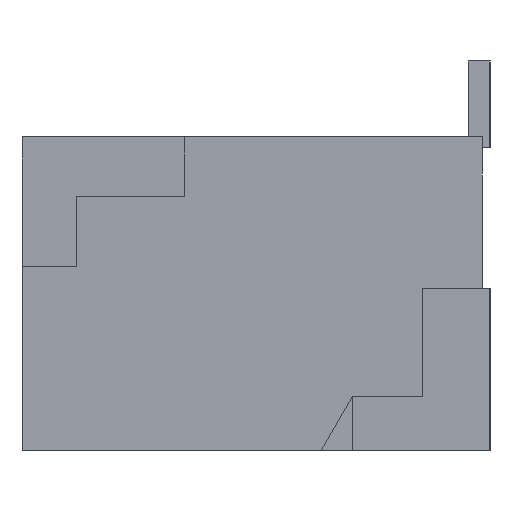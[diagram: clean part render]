
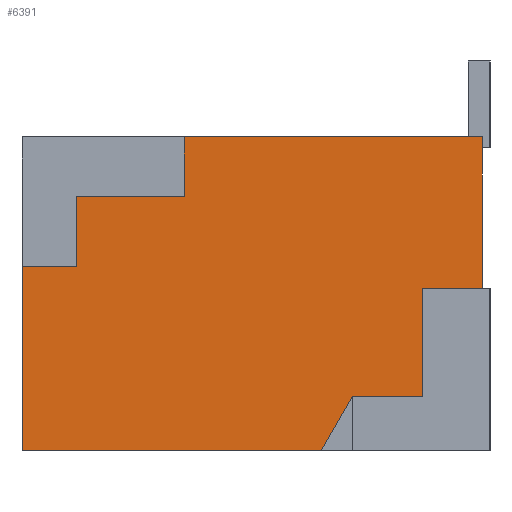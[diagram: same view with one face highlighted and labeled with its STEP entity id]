
A CAD part, left-side view. The second image highlights one B-rep face of the part: STEP entity #6391.
In plain terms, the highlighted planar face has unit normal (-1, 0, 0).
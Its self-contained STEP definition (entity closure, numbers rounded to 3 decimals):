
#70 = ORIENTED_EDGE ( 'NONE', *, *, #3481, .F. ) ;
#101 = DIRECTION ( 'NONE',  ( 0., -1., 0. ) ) ;
#124 = ORIENTED_EDGE ( 'NONE', *, *, #4955, .T. ) ;
#324 = VECTOR ( 'NONE', #2396, 1000. ) ;
#382 = LINE ( 'NONE', #2186, #1313 ) ;
#389 = CARTESIAN_POINT ( 'NONE',  ( -5.5, 4.32, 1.45 ) ) ;
#410 = EDGE_CURVE ( 'NONE', #5826, #6413, #5456, .T. ) ;
#473 = ORIENTED_EDGE ( 'NONE', *, *, #3913, .T. ) ;
#594 = CARTESIAN_POINT ( 'NONE',  ( -5.5, 4.32, -1.45 ) ) ;
#604 = CARTESIAN_POINT ( 'NONE',  ( -5.5, 4.32, 1.45 ) ) ;
#682 = VERTEX_POINT ( 'NONE', #4690 ) ;
#691 = ORIENTED_EDGE ( 'NONE', *, *, #5664, .F. ) ;
#743 = EDGE_CURVE ( 'NONE', #983, #1546, #5808, .T. ) ;
#776 = DIRECTION ( 'NONE',  ( 0., -1., 0. ) ) ;
#939 = CARTESIAN_POINT ( 'NONE',  ( -5.5, 3.82, 0.25 ) ) ;
#983 = VERTEX_POINT ( 'NONE', #3583 ) ;
#1000 = CARTESIAN_POINT ( 'NONE',  ( -5.5, 0.62, 0.05 ) ) ;
#1225 = CARTESIAN_POINT ( 'NONE',  ( -5.5, 2.82, 0.9 ) ) ;
#1239 = ORIENTED_EDGE ( 'NONE', *, *, #743, .T. ) ;
#1289 = CARTESIAN_POINT ( 'NONE',  ( -5.5, 0.62, 0.05 ) ) ;
#1306 = CARTESIAN_POINT ( 'NONE',  ( -5.5, 3.82, 0.25 ) ) ;
#1313 = VECTOR ( 'NONE', #4246, 1000. ) ;
#1319 = CARTESIAN_POINT ( 'NONE',  ( -5.5, 0.07, 1.45 ) ) ;
#1495 = CARTESIAN_POINT ( 'NONE',  ( -5.5, 4.32, 0.25 ) ) ;
#1546 = VERTEX_POINT ( 'NONE', #4586 ) ;
#1555 = VECTOR ( 'NONE', #3364, 1000. ) ;
#1719 = DIRECTION ( 'NONE',  ( 0., -0.5, 0.866 ) ) ;
#1739 = EDGE_CURVE ( 'NONE', #4654, #2448, #5888, .T. ) ;
#1868 = LINE ( 'NONE', #3841, #3150 ) ;
#2180 = CARTESIAN_POINT ( 'NONE',  ( -5.5, 1.559, -1.45 ) ) ;
#2186 = CARTESIAN_POINT ( 'NONE',  ( -5.5, 0.07, 1.45 ) ) ;
#2192 = DIRECTION ( 'NONE',  ( 1., 0., 0. ) ) ;
#2218 = VECTOR ( 'NONE', #6494, 1000. ) ;
#2220 = LINE ( 'NONE', #4297, #2218 ) ;
#2296 = CARTESIAN_POINT ( 'NONE',  ( -5.5, 1.27, -0.95 ) ) ;
#2298 = VERTEX_POINT ( 'NONE', #2296 ) ;
#2369 = LINE ( 'NONE', #4471, #5817 ) ;
#2396 = DIRECTION ( 'NONE',  ( 0., -1., 0. ) ) ;
#2406 = DIRECTION ( 'NONE',  ( 0., 0., 1. ) ) ;
#2448 = VERTEX_POINT ( 'NONE', #1000 ) ;
#2494 = VECTOR ( 'NONE', #1719, 1000. ) ;
#2498 = EDGE_LOOP ( 'NONE', ( #473, #5683, #2844, #4603, #6320, #691, #1239, #124, #3684, #5706, #70, #3366 ) ) ;
#2643 = FACE_OUTER_BOUND ( 'NONE', #2498, .T. ) ;
#2745 = DIRECTION ( 'NONE',  ( 0., 0., -1. ) ) ;
#2844 = ORIENTED_EDGE ( 'NONE', *, *, #1739, .T. ) ;
#2979 = EDGE_CURVE ( 'NONE', #6413, #3312, #6133, .T. ) ;
#2983 = VECTOR ( 'NONE', #2406, 1000. ) ;
#3061 = LINE ( 'NONE', #5264, #5044 ) ;
#3063 = DIRECTION ( 'NONE',  ( 0., 0., -1. ) ) ;
#3083 = CARTESIAN_POINT ( 'NONE',  ( -5.5, 3.82, 0.9 ) ) ;
#3148 = DIRECTION ( 'NONE',  ( 0., 0., 1. ) ) ;
#3150 = VECTOR ( 'NONE', #6046, 1000. ) ;
#3312 = VERTEX_POINT ( 'NONE', #5404 ) ;
#3315 = VECTOR ( 'NONE', #2745, 1000. ) ;
#3364 = DIRECTION ( 'NONE',  ( 0., 1., 0. ) ) ;
#3366 = ORIENTED_EDGE ( 'NONE', *, *, #4119, .T. ) ;
#3367 = CARTESIAN_POINT ( 'NONE',  ( -5.5, 0.62, -0.95 ) ) ;
#3481 = EDGE_CURVE ( 'NONE', #5827, #3312, #5059, .T. ) ;
#3583 = CARTESIAN_POINT ( 'NONE',  ( -5.5, 2.82, 1.45 ) ) ;
#3684 = ORIENTED_EDGE ( 'NONE', *, *, #410, .T. ) ;
#3841 = CARTESIAN_POINT ( 'NONE',  ( -5.5, 3.82, 0.9 ) ) ;
#3913 = EDGE_CURVE ( 'NONE', #4932, #2298, #4199, .T. ) ;
#3936 = VECTOR ( 'NONE', #3063, 1000. ) ;
#4040 = EDGE_CURVE ( 'NONE', #2298, #4654, #2220, .T. ) ;
#4119 = EDGE_CURVE ( 'NONE', #5827, #4932, #5043, .T. ) ;
#4180 = VECTOR ( 'NONE', #3148, 1000. ) ;
#4199 = LINE ( 'NONE', #6404, #2494 ) ;
#4246 = DIRECTION ( 'NONE',  ( 0., 0., 1. ) ) ;
#4257 = DIRECTION ( 'NONE',  ( 0., 0., -1. ) ) ;
#4297 = CARTESIAN_POINT ( 'NONE',  ( -5.5, 0.62, -0.95 ) ) ;
#4471 = CARTESIAN_POINT ( 'NONE',  ( -5.5, 4.32, 1.45 ) ) ;
#4586 = CARTESIAN_POINT ( 'NONE',  ( -5.5, 2.82, 0.9 ) ) ;
#4603 = ORIENTED_EDGE ( 'NONE', *, *, #6330, .T. ) ;
#4654 = VERTEX_POINT ( 'NONE', #3367 ) ;
#4690 = CARTESIAN_POINT ( 'NONE',  ( -5.5, 0.07, 0.05 ) ) ;
#4803 = PLANE ( 'NONE',  #5622 ) ;
#4932 = VERTEX_POINT ( 'NONE', #2180 ) ;
#4955 = EDGE_CURVE ( 'NONE', #1546, #5826, #1868, .T. ) ;
#5043 = LINE ( 'NONE', #594, #324 ) ;
#5044 = VECTOR ( 'NONE', #776, 1000. ) ;
#5059 = LINE ( 'NONE', #604, #2983 ) ;
#5264 = CARTESIAN_POINT ( 'NONE',  ( -5.5, 0.07, 0.05 ) ) ;
#5290 = CARTESIAN_POINT ( 'NONE',  ( -5.5, 4.32, -1.45 ) ) ;
#5404 = CARTESIAN_POINT ( 'NONE',  ( -5.5, 4.32, 0.25 ) ) ;
#5420 = VERTEX_POINT ( 'NONE', #1319 ) ;
#5456 = LINE ( 'NONE', #939, #3315 ) ;
#5622 = AXIS2_PLACEMENT_3D ( 'NONE', #389, #2192, #4257 ) ;
#5664 = EDGE_CURVE ( 'NONE', #983, #5420, #2369, .T. ) ;
#5683 = ORIENTED_EDGE ( 'NONE', *, *, #4040, .T. ) ;
#5706 = ORIENTED_EDGE ( 'NONE', *, *, #2979, .T. ) ;
#5808 = LINE ( 'NONE', #1225, #3936 ) ;
#5817 = VECTOR ( 'NONE', #101, 1000. ) ;
#5826 = VERTEX_POINT ( 'NONE', #3083 ) ;
#5827 = VERTEX_POINT ( 'NONE', #5290 ) ;
#5857 = EDGE_CURVE ( 'NONE', #682, #5420, #382, .T. ) ;
#5888 = LINE ( 'NONE', #1289, #4180 ) ;
#6046 = DIRECTION ( 'NONE',  ( 0., 1., 0. ) ) ;
#6133 = LINE ( 'NONE', #1495, #1555 ) ;
#6320 = ORIENTED_EDGE ( 'NONE', *, *, #5857, .T. ) ;
#6330 = EDGE_CURVE ( 'NONE', #2448, #682, #3061, .T. ) ;
#6391 = ADVANCED_FACE ( 'NONE', ( #2643 ), #4803, .F. ) ;
#6404 = CARTESIAN_POINT ( 'NONE',  ( -5.5, 1.27, -0.95 ) ) ;
#6413 = VERTEX_POINT ( 'NONE', #1306 ) ;
#6494 = DIRECTION ( 'NONE',  ( 0., -1., 0. ) ) ;
